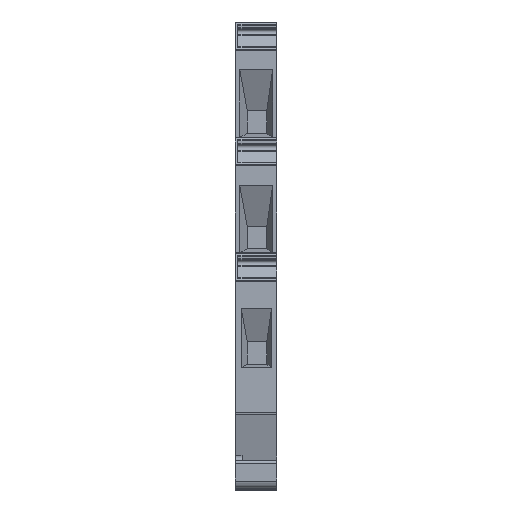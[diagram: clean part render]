
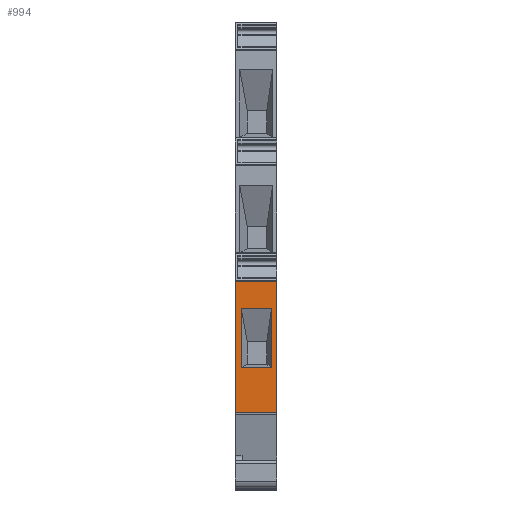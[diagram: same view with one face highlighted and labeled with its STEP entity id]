
A CAD part, left-side view. The second image highlights one B-rep face of the part: STEP entity #994.
In plain terms, the highlighted planar face has unit normal (-1, 0, 0).
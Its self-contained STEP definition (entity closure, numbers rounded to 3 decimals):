
#994 = ADVANCED_FACE( '', ( #2069, #2070 ), #2071, .F. );
#2069 = FACE_BOUND( '', #3980, .T. );
#2070 = FACE_OUTER_BOUND( '', #3981, .T. );
#2071 = PLANE( '', #3982 );
#3980 = EDGE_LOOP( '', ( #7459, #7460, #7461, #7462 ) );
#3981 = EDGE_LOOP( '', ( #7463, #7464, #7465, #7466 ) );
#3982 = AXIS2_PLACEMENT_3D( '', #7467, #7468, #7469 );
#7459 = ORIENTED_EDGE( '', *, *, #9556, .T. );
#7460 = ORIENTED_EDGE( '', *, *, #9380, .T. );
#7461 = ORIENTED_EDGE( '', *, *, #9300, .T. );
#7462 = ORIENTED_EDGE( '', *, *, #9056, .T. );
#7463 = ORIENTED_EDGE( '', *, *, #8646, .T. );
#7464 = ORIENTED_EDGE( '', *, *, #9311, .F. );
#7465 = ORIENTED_EDGE( '', *, *, #8317, .F. );
#7466 = ORIENTED_EDGE( '', *, *, #9388, .T. );
#7467 = CARTESIAN_POINT( '', ( -41.75, 6., -6.448 ) );
#7468 = DIRECTION( '', ( 1., 0., 0. ) );
#7469 = DIRECTION( '', ( 0., 0., -1. ) );
#8317 = EDGE_CURVE( '', #9891, #9893, #9894, .T. );
#8646 = EDGE_CURVE( '', #10528, #10526, #10529, .T. );
#9056 = EDGE_CURVE( '', #11114, #11116, #11118, .T. );
#9300 = EDGE_CURVE( '', #11439, #11114, #11441, .T. );
#9311 = EDGE_CURVE( '', #9893, #10526, #11454, .T. );
#9380 = EDGE_CURVE( '', #11541, #11439, #11543, .T. );
#9388 = EDGE_CURVE( '', #9891, #10528, #11552, .T. );
#9556 = EDGE_CURVE( '', #11116, #11541, #11742, .T. );
#9891 = VERTEX_POINT( '', #12135 );
#9893 = VERTEX_POINT( '', #12137 );
#9894 = LINE( '', #12138, #12139 );
#10526 = VERTEX_POINT( '', #12939 );
#10528 = VERTEX_POINT( '', #12941 );
#10529 = LINE( '', #12942, #12943 );
#11114 = VERTEX_POINT( '', #13808 );
#11116 = VERTEX_POINT( '', #13811 );
#11118 = LINE( '', #13814, #13815 );
#11439 = VERTEX_POINT( '', #14371 );
#11441 = LINE( '', #14374, #14375 );
#11454 = LINE( '', #14392, #14393 );
#11541 = VERTEX_POINT( '', #14516 );
#11543 = LINE( '', #14519, #14520 );
#11552 = LINE( '', #14530, #14531 );
#11742 = LINE( '', #14911, #14912 );
#12135 = CARTESIAN_POINT( '', ( -41.75, 6., -22.565 ) );
#12137 = CARTESIAN_POINT( '', ( -41.75, 6., -3.7 ) );
#12138 = CARTESIAN_POINT( '', ( -41.75, 6., -22.565 ) );
#12139 = VECTOR( '', #15285, 1000. );
#12939 = CARTESIAN_POINT( '', ( -41.75, 0., -3.7 ) );
#12941 = CARTESIAN_POINT( '', ( -41.75, 0., -22.565 ) );
#12942 = CARTESIAN_POINT( '', ( -41.75, 0., -6.448 ) );
#12943 = VECTOR( '', #15903, 1000. );
#13808 = CARTESIAN_POINT( '', ( -41.75, 0.766, -16.09 ) );
#13811 = CARTESIAN_POINT( '', ( -41.75, 5.135, -16.09 ) );
#13814 = CARTESIAN_POINT( '', ( -41.75, 6., -16.09 ) );
#13815 = VECTOR( '', #16322, 1000. );
#14371 = CARTESIAN_POINT( '', ( -41.75, 0.766, -7.598 ) );
#14374 = CARTESIAN_POINT( '', ( -41.75, 0.766, -6.448 ) );
#14375 = VECTOR( '', #16558, 1000. );
#14392 = CARTESIAN_POINT( '', ( -41.75, 6., -3.7 ) );
#14393 = VECTOR( '', #16569, 1000. );
#14516 = CARTESIAN_POINT( '', ( -41.75, 5.135, -7.598 ) );
#14519 = CARTESIAN_POINT( '', ( -41.75, 6., -7.598 ) );
#14520 = VECTOR( '', #16642, 1000. );
#14530 = CARTESIAN_POINT( '', ( -41.75, 6., -22.565 ) );
#14531 = VECTOR( '', #16650, 1000. );
#14911 = CARTESIAN_POINT( '', ( -41.75, 5.135, -6.448 ) );
#14912 = VECTOR( '', #16766, 1000. );
#15285 = DIRECTION( '', ( 0., 0., 1. ) );
#15903 = DIRECTION( '', ( 0., 0., 1. ) );
#16322 = DIRECTION( '', ( 0., 1., 0. ) );
#16558 = DIRECTION( '', ( 0., 0., -1. ) );
#16569 = DIRECTION( '', ( 0., -1., 0. ) );
#16642 = DIRECTION( '', ( 0., -1., 0. ) );
#16650 = DIRECTION( '', ( 0., -1., 0. ) );
#16766 = DIRECTION( '', ( 0., 0., 1. ) );
